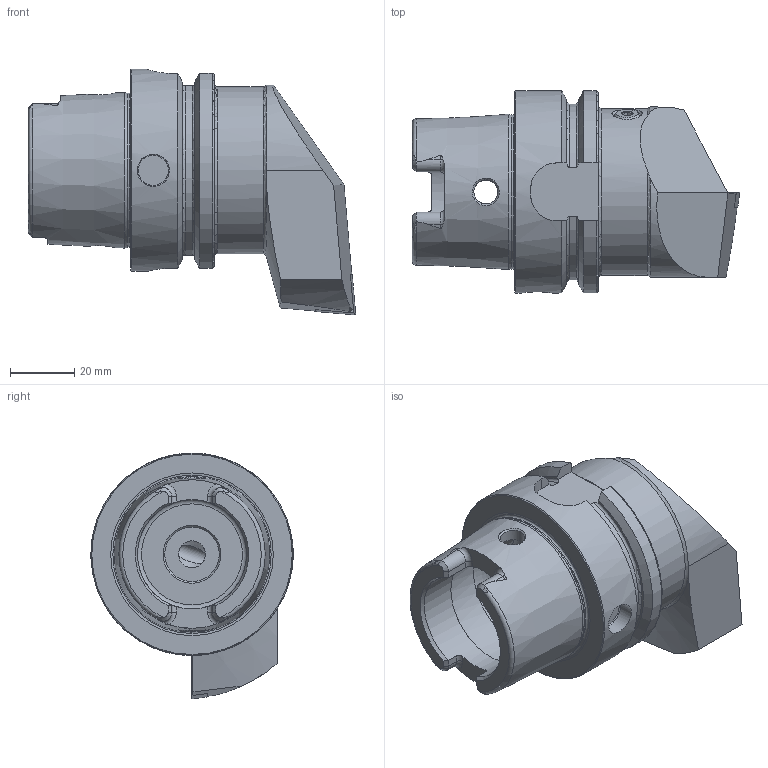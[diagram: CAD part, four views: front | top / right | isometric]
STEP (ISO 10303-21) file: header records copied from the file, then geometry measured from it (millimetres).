
FILE_DESCRIPTION (( 'STEP AP214' ), '1' );
FILE_NAME ('HA6.KCC.RLA.070-HP.STEP', '2020-10-12T12:13:00', ( '' ), ( '' ), 'SwSTEP 2.0', 'SolidWorks 2017', '' );
FILE_SCHEMA (( 'AUTOMOTIVE_DESIGN' ));
Length unit declared in the file: millimetre
Products named in the file (10): DIN 7991 - M5x15; HA6.KCC.RLA.070-HP; CHP-ER1.015.006; DIN 3771 - 13x1; CHP-ER1.015.006_A; CCMT120404; HA6-KCC.RLA.070-HP_B; CHP-ER1.008.014_A; ISO 8752 2x8; WCC-ER2.001.010_A
Assembly tree (9 placements, depth 3):
  HA6.KCC.RLA.070-HP
    HA6-KCC.RLA.070-HP_B
    WCC-ER2.001.010_A
    CCMT120404
    ISO 8752 2x8
    CHP-ER1.008.014_A
    CHP-ER1.015.006
      CHP-ER1.015.006_A
      DIN 3771 - 13x1
      DIN 7991 - M5x15
Bounding box: 101.9 x 63 x 76.5 mm (x, y, z)
Volume: 150671.1 mm3; surface area: 33879.2 mm2
Topology: 8 solids, 8 shells, 301 faces, 762 edges, 471 vertices
Faces by surface type: plane 116, cylinder 75, cone 64, torus 32, bspline 14
Full cylindrical faces by diameter (mm): 2 x1, 2.5 x1, 3 x1, 4.2 x4, 5 x4, 5.2 x1, 5.5 x2, 7 x2, 7.5 x2, 7.6 x1, 8 x1, 8.4 x1, 10 x2, 13.4 x1, 15 x4, 17 x1, 19 x1, 34 x2, 40 x1, 47.941 x1, 52 x1, 63 x1
Entity records: 11262 total; most frequent: CARTESIAN_POINT 3729, DIRECTION 1270, ORIENTED_EDGE 1268, EDGE_CURVE 634, AXIS2_PLACEMENT_3D 519, VERTEX_POINT 441, EDGE_LOOP 407, FACE_OUTER_BOUND 353
